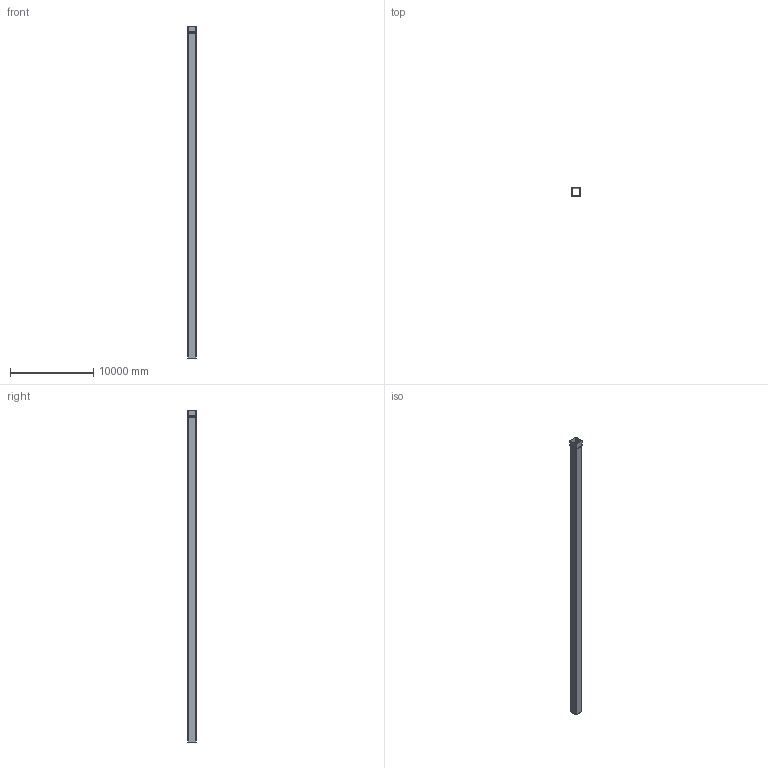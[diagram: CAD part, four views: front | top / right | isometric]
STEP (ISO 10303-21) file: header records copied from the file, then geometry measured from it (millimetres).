
FILE_DESCRIPTION(/* description */ (''),/* implementation_level */ '2;1');
FILE_NAME(/* name */ '55684.100X_3D.stp',/* time_stamp */ '2025-11-03T11:29:59+01:00',/* author */ ('d.brandes'),/* organization */ (''),/* preprocessor_version */ 'ST-DEVELOPER v20.1',/* originating_system */ 'AutoCAD Mechanical',/* authorisation */ '');
FILE_SCHEMA (('AUTOMOTIVE_DESIGN { 1 0 10303 214 3 1 1 }'));
Length unit declared in the file: centimetre
Products named in the file (2): Product; *S0
Assembly tree (1 placements, depth 2):
  Product
    *S0
Bounding box: 1077 x 1077 x 40000 mm (x, y, z)
Volume: 4124325477.3 mm3; surface area: 305719762.8 mm2
Topology: 1 solids, 1 shells, 66 faces, 145 edges, 82 vertices
Faces by surface type: cylinder 32, plane 18, bspline 16
Entity records: 2483 total; most frequent: CARTESIAN_POINT 990, DIRECTION 315, ORIENTED_EDGE 288, EDGE_CURVE 144, AXIS2_PLACEMENT_3D 121, VERTEX_POINT 80, LINE 73, VECTOR 73
